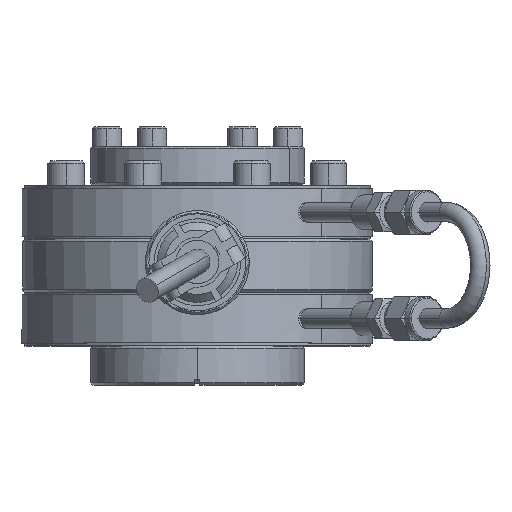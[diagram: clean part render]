
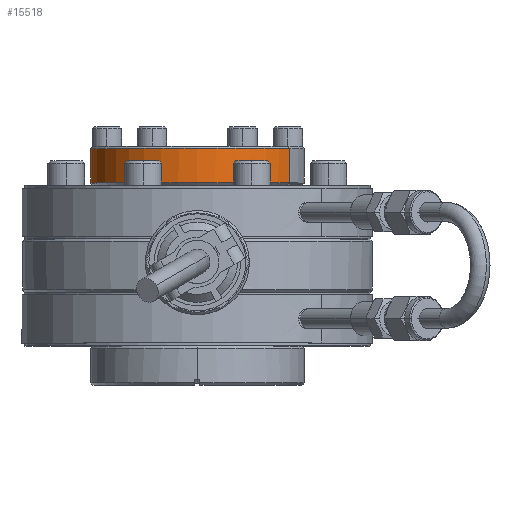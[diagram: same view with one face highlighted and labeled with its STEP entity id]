
A CAD part, top view. The second image highlights one B-rep face of the part: STEP entity #15518.
In plain terms, the highlighted cylindrical face has radius 34.671 mm (diameter 69.342 mm), a partial arc.
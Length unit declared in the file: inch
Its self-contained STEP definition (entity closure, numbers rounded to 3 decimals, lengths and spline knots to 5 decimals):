
#845 = VECTOR ( 'NONE', #23803, 39.37008 ) ;
#1631 = AXIS2_PLACEMENT_3D ( 'NONE', #14662, #32307, #26251 ) ;
#3688 = CARTESIAN_POINT ( 'NONE',  ( -1.18212, 1.837, -0.6825 ) ) ;
#4589 = FACE_OUTER_BOUND ( 'NONE', #26780, .T. ) ;
#4971 = DIRECTION ( 'NONE',  ( -0.866, 0., -0.5 ) ) ;
#6364 = VERTEX_POINT ( 'NONE', #34606 ) ;
#6602 = EDGE_CURVE ( 'NONE', #30553, #16126, #15600, .T. ) ;
#7516 = ORIENTED_EDGE ( 'NONE', *, *, #23344, .T. ) ;
#8812 = DIRECTION ( 'NONE',  ( 0., 1., 0. ) ) ;
#9099 = CIRCLE ( 'NONE', #21811, 1.365 ) ;
#9131 = AXIS2_PLACEMENT_3D ( 'NONE', #19562, #16710, #4971 ) ;
#9376 = CARTESIAN_POINT ( 'NONE',  ( 0., 1.397, 0. ) ) ;
#9833 = CARTESIAN_POINT ( 'NONE',  ( 0., 1.397, 0. ) ) ;
#9984 = CARTESIAN_POINT ( 'NONE',  ( 1.18212, 0.32875, 0.6825 ) ) ;
#10611 = DIRECTION ( 'NONE',  ( 0., -1., 0. ) ) ;
#10917 = EDGE_CURVE ( 'NONE', #24529, #36854, #26731, .T. ) ;
#11069 = CARTESIAN_POINT ( 'NONE',  ( -1.19684, 1.397, -0.65635 ) ) ;
#12048 = DIRECTION ( 'NONE',  ( 0.866, 0., 0.5 ) ) ;
#12271 = AXIS2_PLACEMENT_3D ( 'NONE', #12924, #10611, #27690 ) ;
#12924 = CARTESIAN_POINT ( 'NONE',  ( 0., 1.837, 0. ) ) ;
#14342 = ORIENTED_EDGE ( 'NONE', *, *, #10917, .F. ) ;
#14662 = CARTESIAN_POINT ( 'NONE',  ( 0., 1.397, 0. ) ) ;
#15083 = VERTEX_POINT ( 'NONE', #11069 ) ;
#15518 = ADVANCED_FACE ( 'NONE', ( #4589 ), #22045, .T. ) ;
#15600 = LINE ( 'NONE', #24161, #845 ) ;
#15896 = CARTESIAN_POINT ( 'NONE',  ( 1.18212, 1.837, 0.6825 ) ) ;
#16126 = VERTEX_POINT ( 'NONE', #30069 ) ;
#16710 = DIRECTION ( 'NONE',  ( 0., -1., 0. ) ) ;
#16785 = CIRCLE ( 'NONE', #35621, 1.365 ) ;
#17755 = VECTOR ( 'NONE', #32957, 39.37008 ) ;
#17903 = EDGE_CURVE ( 'NONE', #6364, #36854, #9099, .T. ) ;
#19517 = EDGE_CURVE ( 'NONE', #16126, #15083, #28938, .T. ) ;
#19562 = CARTESIAN_POINT ( 'NONE',  ( 0., 0.32875, 0. ) ) ;
#21811 = AXIS2_PLACEMENT_3D ( 'NONE', #9376, #8812, #12048 ) ;
#22045 = CYLINDRICAL_SURFACE ( 'NONE', #9131, 1.365 ) ;
#22341 = ORIENTED_EDGE ( 'NONE', *, *, #17903, .T. ) ;
#23344 = EDGE_CURVE ( 'NONE', #15083, #6364, #16785, .T. ) ;
#23803 = DIRECTION ( 'NONE',  ( 0., -1., 0. ) ) ;
#24161 = CARTESIAN_POINT ( 'NONE',  ( -1.18212, 0.32875, -0.6825 ) ) ;
#24529 = VERTEX_POINT ( 'NONE', #15896 ) ;
#24980 = CIRCLE ( 'NONE', #12271, 1.365 ) ;
#26251 = DIRECTION ( 'NONE',  ( 0.866, 0., 0.5 ) ) ;
#26731 = LINE ( 'NONE', #9984, #17755 ) ;
#26780 = EDGE_LOOP ( 'NONE', ( #14342, #28015, #34817, #35107, #7516, #22341 ) ) ;
#26822 = CARTESIAN_POINT ( 'NONE',  ( 1.18212, 1.397, 0.6825 ) ) ;
#27690 = DIRECTION ( 'NONE',  ( -0.866, 0., -0.5 ) ) ;
#28015 = ORIENTED_EDGE ( 'NONE', *, *, #29350, .T. ) ;
#28938 = CIRCLE ( 'NONE', #1631, 1.365 ) ;
#29350 = EDGE_CURVE ( 'NONE', #24529, #30553, #24980, .T. ) ;
#30069 = CARTESIAN_POINT ( 'NONE',  ( -1.18212, 1.397, -0.6825 ) ) ;
#30553 = VERTEX_POINT ( 'NONE', #3688 ) ;
#32044 = DIRECTION ( 'NONE',  ( 0.866, 0., 0.5 ) ) ;
#32307 = DIRECTION ( 'NONE',  ( 0., 1., 0. ) ) ;
#32957 = DIRECTION ( 'NONE',  ( 0., -1., 0. ) ) ;
#34606 = CARTESIAN_POINT ( 'NONE',  ( 1.16684, 1.397, 0.70832 ) ) ;
#34817 = ORIENTED_EDGE ( 'NONE', *, *, #6602, .T. ) ;
#35107 = ORIENTED_EDGE ( 'NONE', *, *, #19517, .T. ) ;
#35272 = DIRECTION ( 'NONE',  ( 0., 1., 0. ) ) ;
#35621 = AXIS2_PLACEMENT_3D ( 'NONE', #9833, #35272, #32044 ) ;
#36854 = VERTEX_POINT ( 'NONE', #26822 ) ;
